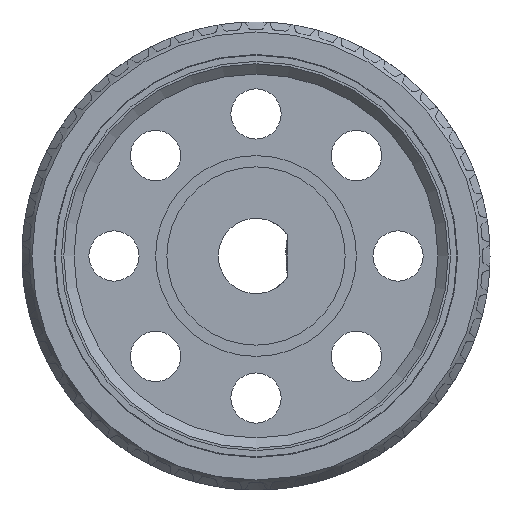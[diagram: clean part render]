
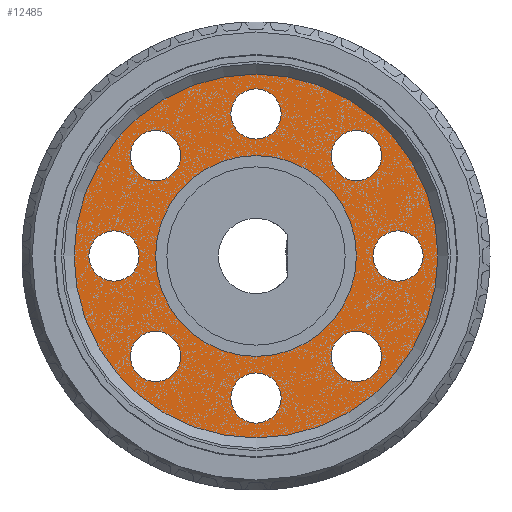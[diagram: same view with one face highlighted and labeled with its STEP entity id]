
A CAD part, front view. The second image highlights one B-rep face of the part: STEP entity #12485.
In plain terms, the highlighted planar face has unit normal (0, -1, 0).
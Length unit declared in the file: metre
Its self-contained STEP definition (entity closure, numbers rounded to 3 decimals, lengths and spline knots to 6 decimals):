
#1127=PLANE('',#13813);
#2510=CIRCLE('',#13814,0.014493);
#2511=CIRCLE('',#13815,0.002);
#2512=CIRCLE('',#13816,0.002);
#2513=CIRCLE('',#13817,0.002);
#2514=CIRCLE('',#13818,0.002);
#2515=CIRCLE('',#13819,0.002);
#2516=CIRCLE('',#13820,0.002);
#2517=CIRCLE('',#13821,0.002);
#2518=CIRCLE('',#13822,0.002);
#2519=CIRCLE('',#13823,0.008);
#3224=ORIENTED_EDGE('',*,*,#7335,.T.);
#3225=ORIENTED_EDGE('',*,*,#7336,.F.);
#3226=ORIENTED_EDGE('',*,*,#7337,.F.);
#3227=ORIENTED_EDGE('',*,*,#7338,.F.);
#3228=ORIENTED_EDGE('',*,*,#7339,.F.);
#3229=ORIENTED_EDGE('',*,*,#7340,.F.);
#3230=ORIENTED_EDGE('',*,*,#7341,.F.);
#3231=ORIENTED_EDGE('',*,*,#7342,.F.);
#3232=ORIENTED_EDGE('',*,*,#7343,.F.);
#3233=ORIENTED_EDGE('',*,*,#7344,.F.);
#7335=EDGE_CURVE('',#9376,#9376,#2510,.T.);
#7336=EDGE_CURVE('',#9377,#9377,#2511,.T.);
#7337=EDGE_CURVE('',#9378,#9378,#2512,.T.);
#7338=EDGE_CURVE('',#9379,#9379,#2513,.T.);
#7339=EDGE_CURVE('',#9380,#9380,#2514,.T.);
#7340=EDGE_CURVE('',#9381,#9381,#2515,.T.);
#7341=EDGE_CURVE('',#9382,#9382,#2516,.T.);
#7342=EDGE_CURVE('',#9383,#9383,#2517,.T.);
#7343=EDGE_CURVE('',#9384,#9384,#2518,.T.);
#7344=EDGE_CURVE('',#9385,#9385,#2519,.T.);
#9376=VERTEX_POINT('',#18332);
#9377=VERTEX_POINT('',#18334);
#9378=VERTEX_POINT('',#18336);
#9379=VERTEX_POINT('',#18338);
#9380=VERTEX_POINT('',#18340);
#9381=VERTEX_POINT('',#18342);
#9382=VERTEX_POINT('',#18344);
#9383=VERTEX_POINT('',#18346);
#9384=VERTEX_POINT('',#18348);
#9385=VERTEX_POINT('',#18350);
#10653=EDGE_LOOP('',(#3224));
#10654=EDGE_LOOP('',(#3225));
#10655=EDGE_LOOP('',(#3226));
#10656=EDGE_LOOP('',(#3227));
#10657=EDGE_LOOP('',(#3228));
#10658=EDGE_LOOP('',(#3229));
#10659=EDGE_LOOP('',(#3230));
#10660=EDGE_LOOP('',(#3231));
#10661=EDGE_LOOP('',(#3232));
#10662=EDGE_LOOP('',(#3233));
#11456=FACE_BOUND('',#10653,.T.);
#11457=FACE_BOUND('',#10654,.T.);
#11458=FACE_BOUND('',#10655,.T.);
#11459=FACE_BOUND('',#10656,.T.);
#11460=FACE_BOUND('',#10657,.T.);
#11461=FACE_BOUND('',#10658,.T.);
#11462=FACE_BOUND('',#10659,.T.);
#11463=FACE_BOUND('',#10660,.T.);
#11464=FACE_BOUND('',#10661,.T.);
#11465=FACE_BOUND('',#10662,.T.);
#12485=ADVANCED_FACE('',(#11456,#11457,#11458,#11459,#11460,#11461,#11462,
#11463,#11464,#11465),#1127,.T.);
#13813=AXIS2_PLACEMENT_3D('',#18330,#14933,#14934);
#13814=AXIS2_PLACEMENT_3D('',#18331,#14935,#14936);
#13815=AXIS2_PLACEMENT_3D('',#18333,#14937,#14938);
#13816=AXIS2_PLACEMENT_3D('',#18335,#14939,#14940);
#13817=AXIS2_PLACEMENT_3D('',#18337,#14941,#14942);
#13818=AXIS2_PLACEMENT_3D('',#18339,#14943,#14944);
#13819=AXIS2_PLACEMENT_3D('',#18341,#14945,#14946);
#13820=AXIS2_PLACEMENT_3D('',#18343,#14947,#14948);
#13821=AXIS2_PLACEMENT_3D('',#18345,#14949,#14950);
#13822=AXIS2_PLACEMENT_3D('',#18347,#14951,#14952);
#13823=AXIS2_PLACEMENT_3D('',#18349,#14953,#14954);
#14933=DIRECTION('',(0.,-1.,0.));
#14934=DIRECTION('',(-1.,0.,0.));
#14935=DIRECTION('',(0.,-1.,0.));
#14936=DIRECTION('',(-1.,0.,0.));
#14937=DIRECTION('',(0.,-1.,0.));
#14938=DIRECTION('',(-1.,0.,0.));
#14939=DIRECTION('',(0.,-1.,0.));
#14940=DIRECTION('',(-1.,0.,0.));
#14941=DIRECTION('',(0.,-1.,0.));
#14942=DIRECTION('',(-1.,0.,0.));
#14943=DIRECTION('',(0.,-1.,0.));
#14944=DIRECTION('',(-1.,0.,0.));
#14945=DIRECTION('',(0.,-1.,0.));
#14946=DIRECTION('',(-1.,0.,0.));
#14947=DIRECTION('',(0.,-1.,0.));
#14948=DIRECTION('',(-1.,0.,0.));
#14949=DIRECTION('',(0.,-1.,0.));
#14950=DIRECTION('',(-1.,0.,0.));
#14951=DIRECTION('',(0.,-1.,0.));
#14952=DIRECTION('',(-1.,0.,0.));
#14953=DIRECTION('',(0.,-1.,0.));
#14954=DIRECTION('',(-1.,0.,0.));
#18330=CARTESIAN_POINT('',(0.,0.0035,0.));
#18331=CARTESIAN_POINT('',(0.,0.0035,0.));
#18332=CARTESIAN_POINT('',(-0.014493,0.0035,0.));
#18333=CARTESIAN_POINT('',(-0.008,0.0035,0.008));
#18334=CARTESIAN_POINT('',(-0.01,0.0035,0.008));
#18335=CARTESIAN_POINT('',(0.008,0.0035,0.008));
#18336=CARTESIAN_POINT('',(0.006,0.0035,0.008));
#18337=CARTESIAN_POINT('',(0.008,0.0035,-0.008));
#18338=CARTESIAN_POINT('',(0.006,0.0035,-0.008));
#18339=CARTESIAN_POINT('',(-0.008,0.0035,-0.008));
#18340=CARTESIAN_POINT('',(-0.01,0.0035,-0.008));
#18341=CARTESIAN_POINT('',(-0.011314,0.0035,0.));
#18342=CARTESIAN_POINT('',(-0.013314,0.0035,0.));
#18343=CARTESIAN_POINT('',(0.,0.0035,-0.011314));
#18344=CARTESIAN_POINT('',(-0.002,0.0035,-0.011314));
#18345=CARTESIAN_POINT('',(0.011314,0.0035,0.));
#18346=CARTESIAN_POINT('',(0.009314,0.0035,0.));
#18347=CARTESIAN_POINT('',(0.,0.0035,0.011314));
#18348=CARTESIAN_POINT('',(-0.002,0.0035,0.011314));
#18349=CARTESIAN_POINT('',(0.,0.0035,0.));
#18350=CARTESIAN_POINT('',(-0.008,0.0035,0.));
